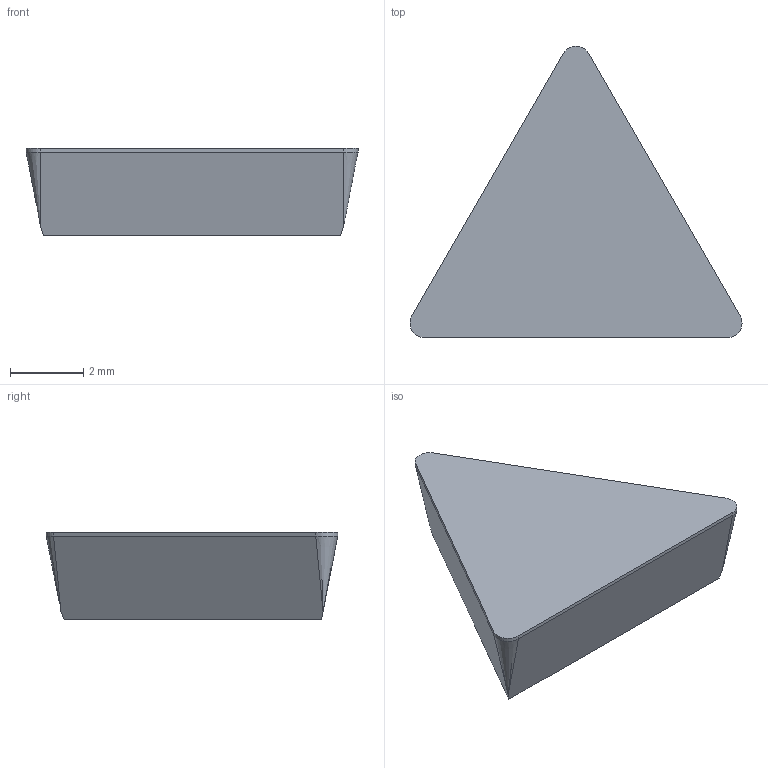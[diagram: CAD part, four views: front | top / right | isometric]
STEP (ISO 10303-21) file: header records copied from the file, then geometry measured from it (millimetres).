
FILE_DESCRIPTION((''),'2;1');
FILE_NAME('TPGN090204','2025-01-22T09:53:15',('tlyae0012'),('PTC Japan'),'CREO PARAMETRIC BY PTC INC, 2021424','CREO PARAMETRIC BY PTC INC, 2021424','');
FILE_SCHEMA(('AUTOMOTIVE_DESIGN { 1 0 10303 214 1 1 1 1 }'));
Length unit declared in the file: millimetre
Products named in the file (1): TPGN090204
Bounding box: 9.06 x 7.95 x 2.38 mm (x, y, z)
Volume: 81.8 mm3; surface area: 131.3 mm2
Topology: 1 solids, 1 shells, 14 faces, 39 edges, 24 vertices
Faces by surface type: plane 8, cylinder 3, cone 3
Entity records: 617 total; most frequent: DIRECTION 79, CARTESIAN_POINT 73, ORIENTED_EDGE 60, PRESENTATION_STYLE_ASSIGNMENT 39, STYLED_ITEM 39, CURVE_STYLE 38, EDGE_CURVE 30, VECTOR 27
